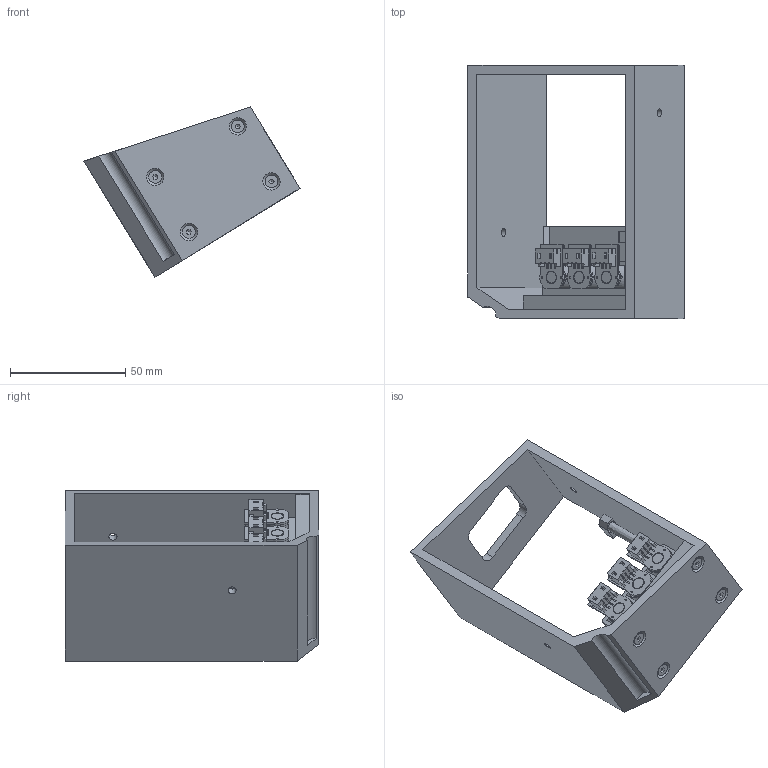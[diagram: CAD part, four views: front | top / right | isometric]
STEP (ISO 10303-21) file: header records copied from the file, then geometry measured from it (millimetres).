
FILE_DESCRIPTION(/* description */ (''),/* implementation_level */ '2;1');
FILE_NAME(/* name */ 'ElectronicsV2.stp',/* time_stamp */ '2025-11-17T11:26:05+01:00',/* author */ ('jaschreiner'),/* organization */ (''),/* preprocessor_version */ 'ST-DEVELOPER v20',/* originating_system */ 'Autodesk Inventor 2025',/* authorisation */ '');
FILE_SCHEMA (('AUTOMOTIVE_DESIGN { 1 0 10303 214 3 1 1 }'));
Products named in the file (11): ElectronicsV2; Motorhalter Electronics Box V4; ruthex RX-M3-5,7; Gearmotor, Micro Metal, 50.1, with Driver; Gearmotor, Micro Metal, 50.1, with Driver_1; C-1775469-3; PCBA; Seilwinde; Electronics Box V5; ISO 10642  - M3  x  8; Tube1
Assembly tree (23 placements, depth 3):
  ElectronicsV2
    Motorhalter Electronics Box V4
    ruthex RX-M3-5,7  x4
    Gearmotor, Micro Metal, 50.1, with Driver  x3
      Gearmotor, Micro Metal, 50.1, with Driver_1
      C-1775469-3
      PCBA
    Seilwinde  x3
    ISO 10642  - M3  x  8  x7
    Electronics Box V5
    Tube1
Bounding box: 93.75 x 110 x 73.85 mm (x, y, z)
Volume: 98047.5 mm3; surface area: 65591.4 mm2
Topology: 68 solids, 68 shells, 3648 faces, 10329 edges, 6948 vertices
Faces by surface type: plane 1397, cylinder 1374, bspline 793, cone 60, torus 24
Full cylindrical faces by diameter (mm): 0.5 x6, 1 x30, 1.5 x6, 1.75 x3, 1.8 x6, 2 x10, 2.529 x24, 2.8 x12, 3 x10, 3.086 x24, 3.25 x3, 3.4 x4, 3.5 x3, 3.55 x4, 3.85 x3, 3.91 x4, 4 x11, 5 x3, 5.401 x3, 5.54 x7, 13 x6
Entity records: 46894 total; most frequent: CARTESIAN_POINT 15124, ORIENTED_EDGE 6774, DIRECTION 5936, EDGE_CURVE 3387, VERTEX_POINT 2269, AXIS2_PLACEMENT_3D 2052, LINE 1832, VECTOR 1832
